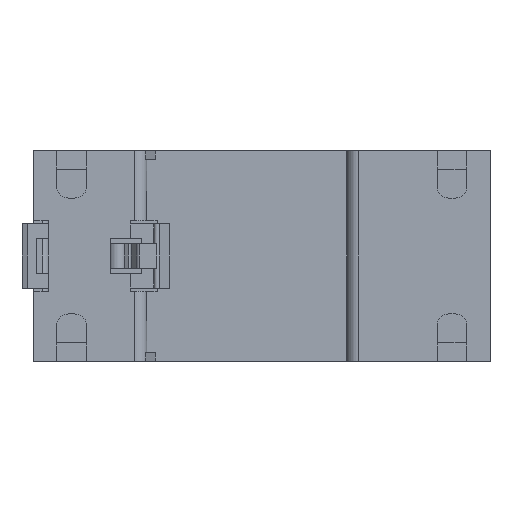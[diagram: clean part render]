
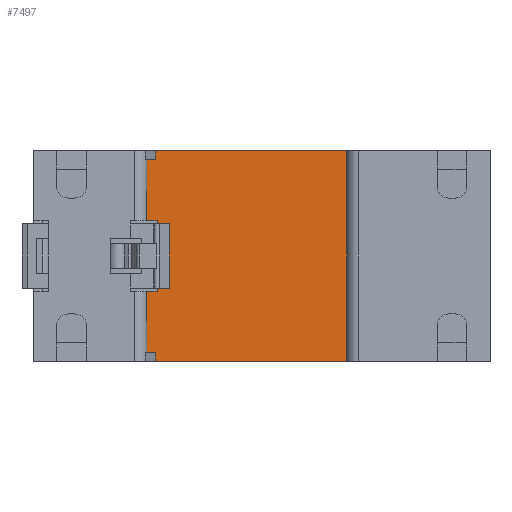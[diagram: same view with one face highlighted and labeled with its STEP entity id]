
A CAD part, front view. The second image highlights one B-rep face of the part: STEP entity #7497.
In plain terms, the highlighted planar face has unit normal (0, -1, 0).
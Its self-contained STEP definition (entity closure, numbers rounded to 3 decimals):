
#489=DIRECTION('',(1.,0.,0.));
#490=VECTOR('',#489,1.8);
#491=CARTESIAN_POINT('',(-19.7,0.,24.));
#492=LINE('',#491,#490);
#1501=DIRECTION('',(0.,0.,1.));
#1502=VECTOR('',#1501,36.);
#1503=CARTESIAN_POINT('',(17.3,0.,0.));
#1504=LINE('',#1503,#1502);
#1513=DIRECTION('',(0.,0.,1.));
#1514=VECTOR('',#1513,12.);
#1515=CARTESIAN_POINT('',(-17.9,0.,12.));
#1516=LINE('',#1515,#1514);
#1517=DIRECTION('',(1.,0.,0.));
#1518=VECTOR('',#1517,1.5);
#1519=CARTESIAN_POINT('',(-19.7,0.,34.5));
#1520=LINE('',#1519,#1518);
#1521=DIRECTION('',(0.,0.,1.));
#1522=VECTOR('',#1521,1.5);
#1523=CARTESIAN_POINT('',(-18.2,0.,34.5));
#1524=LINE('',#1523,#1522);
#1525=DIRECTION('',(1.,0.,0.));
#1526=VECTOR('',#1525,35.5);
#1527=CARTESIAN_POINT('',(-18.2,0.,36.));
#1528=LINE('',#1527,#1526);
#1529=DIRECTION('',(-1.,0.,0.));
#1530=VECTOR('',#1529,35.5);
#1531=CARTESIAN_POINT('',(17.3,0.,0.));
#1532=LINE('',#1531,#1530);
#1533=DIRECTION('',(1.,0.,0.));
#1534=VECTOR('',#1533,1.8);
#1535=CARTESIAN_POINT('',(-19.7,0.,12.));
#1536=LINE('',#1535,#1534);
#1638=DIRECTION('',(0.,0.,-1.));
#1639=VECTOR('',#1638,10.5);
#1640=CARTESIAN_POINT('',(-19.7,0.,12.));
#1641=LINE('',#1640,#1639);
#1647=DIRECTION('',(1.,0.,0.));
#1648=VECTOR('',#1647,1.5);
#1649=CARTESIAN_POINT('',(-19.7,0.,1.5));
#1650=LINE('',#1649,#1648);
#1659=DIRECTION('',(0.,0.,-1.));
#1660=VECTOR('',#1659,1.5);
#1661=CARTESIAN_POINT('',(-18.2,0.,1.5));
#1662=LINE('',#1661,#1660);
#3026=DIRECTION('',(0.,0.,-1.));
#3027=VECTOR('',#3026,10.5);
#3028=CARTESIAN_POINT('',(-19.7,0.,34.5));
#3029=LINE('',#3028,#3027);
#4272=CARTESIAN_POINT('',(-18.2,0.,0.));
#4273=VERTEX_POINT('',#4272);
#4274=CARTESIAN_POINT('',(17.3,0.,0.));
#4275=VERTEX_POINT('',#4274);
#4479=CARTESIAN_POINT('',(-17.9,0.,12.));
#4480=VERTEX_POINT('',#4479);
#4499=CARTESIAN_POINT('',(-19.7,0.,1.5));
#4500=CARTESIAN_POINT('',(-18.2,0.,1.5));
#4501=VERTEX_POINT('',#4499);
#4502=VERTEX_POINT('',#4500);
#4503=CARTESIAN_POINT('',(-19.7,0.,12.));
#4504=VERTEX_POINT('',#4503);
#4665=CARTESIAN_POINT('',(17.3,0.,36.));
#4666=VERTEX_POINT('',#4665);
#4667=CARTESIAN_POINT('',(-18.2,0.,36.));
#4668=VERTEX_POINT('',#4667);
#4703=CARTESIAN_POINT('',(-18.2,0.,34.5));
#4704=VERTEX_POINT('',#4703);
#4705=CARTESIAN_POINT('',(-19.7,0.,24.));
#4706=CARTESIAN_POINT('',(-17.9,0.,24.));
#4707=VERTEX_POINT('',#4705);
#4708=VERTEX_POINT('',#4706);
#4709=CARTESIAN_POINT('',(-19.7,0.,34.5));
#4710=VERTEX_POINT('',#4709);
#7470=CARTESIAN_POINT('',(-1.2,0.,9.));
#7471=DIRECTION('',(0.,1.,0.));
#7472=DIRECTION('',(1.,0.,0.));
#7473=AXIS2_PLACEMENT_3D('',#7470,#7471,#7472);
#7474=PLANE('',#7473);
#7476=ORIENTED_EDGE('',*,*,#7475,.T.);
#7477=ORIENTED_EDGE('',*,*,#6074,.F.);
#7479=ORIENTED_EDGE('',*,*,#7478,.F.);
#7481=ORIENTED_EDGE('',*,*,#7480,.T.);
#7483=ORIENTED_EDGE('',*,*,#7482,.T.);
#7484=ORIENTED_EDGE('',*,*,#6870,.T.);
#7485=ORIENTED_EDGE('',*,*,#7462,.F.);
#7486=ORIENTED_EDGE('',*,*,#6542,.T.);
#7488=ORIENTED_EDGE('',*,*,#7487,.F.);
#7490=ORIENTED_EDGE('',*,*,#7489,.F.);
#7492=ORIENTED_EDGE('',*,*,#7491,.F.);
#7494=ORIENTED_EDGE('',*,*,#7493,.T.);
#7495=EDGE_LOOP('',(#7476,#7477,#7479,#7481,#7483,#7484,#7485,#7486,#7488,#7490,
#7492,#7494));
#7496=FACE_OUTER_BOUND('',#7495,.F.);
#6074=EDGE_CURVE('',#4707,#4708,#492,.T.);
#6542=EDGE_CURVE('',#4275,#4273,#1532,.T.);
#6870=EDGE_CURVE('',#4668,#4666,#1528,.T.);
#7462=EDGE_CURVE('',#4275,#4666,#1504,.T.);
#7475=EDGE_CURVE('',#4480,#4708,#1516,.T.);
#7478=EDGE_CURVE('',#4710,#4707,#3029,.T.);
#7480=EDGE_CURVE('',#4710,#4704,#1520,.T.);
#7482=EDGE_CURVE('',#4704,#4668,#1524,.T.);
#7487=EDGE_CURVE('',#4502,#4273,#1662,.T.);
#7489=EDGE_CURVE('',#4501,#4502,#1650,.T.);
#7491=EDGE_CURVE('',#4504,#4501,#1641,.T.);
#7493=EDGE_CURVE('',#4504,#4480,#1536,.T.);
#7497=ADVANCED_FACE('',(#7496),#7474,.F.);
